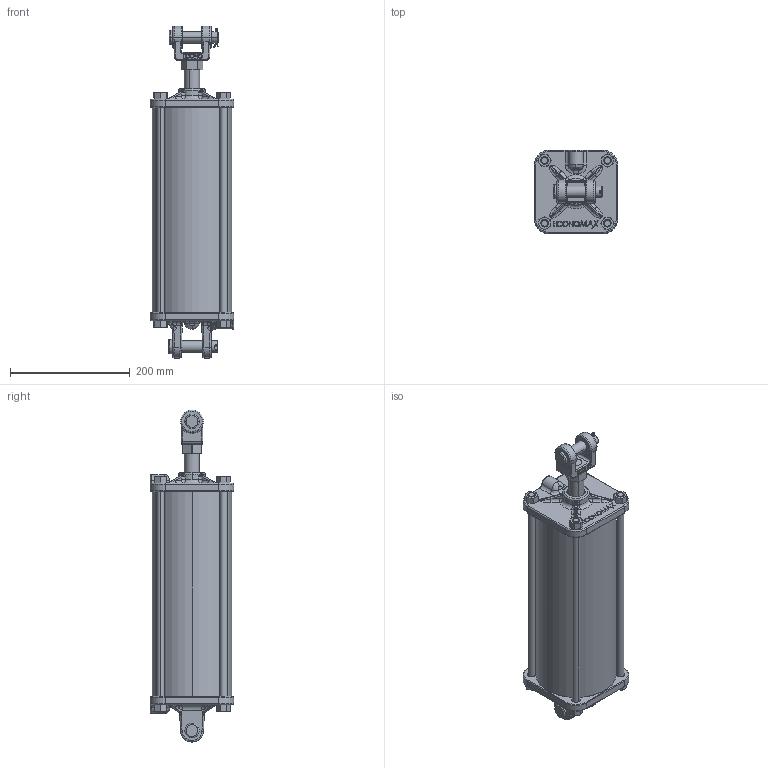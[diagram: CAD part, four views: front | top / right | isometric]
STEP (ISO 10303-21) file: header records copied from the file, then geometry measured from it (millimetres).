
FILE_DESCRIPTION (( 'STEP AP203' ), '1' );
FILE_NAME ('EA5S120D1N092NS.STEP', '2022-01-26T18:30:24', ( '' ), ( '' ), 'SwSTEP 2.0', 'SolidWorks 2021', '' );
FILE_SCHEMA (( 'CONFIG_CONTROL_DESIGN' ));
Length unit declared in the file: inch
Products named in the file (15): E5C AS CAST RIBS MACHINED REV3; 18cotter pin X .75; APT50-0.75-16; PRN11675B5; EA5S100D2N108NS-TIE ROD; BDC-07M; ZY-CP-290; E5H  AS CAST RIBS MACHINED REV3; EA5S100D2N108NS-TUBE; EA5S120D1N092NS; 050-20HEXNUT; 18cotter pin X 1.13; 5409-06V
Assembly tree (25 placements, depth 3):
  EA5S120D1N092NS
    E5H  AS CAST RIBS MACHINED REV3
    E5C AS CAST RIBS MACHINED REV3
    APT50-0.75-16
    PRN11675B5
    EA5S100D2N108NS-TUBE
    EA5S100D2N108NS-TIE ROD  x4
    050-20HEXNUT  x8
    BDC-07M
      BDC-07M
      ZY-CP-290
      18cotter pin X 1.13
    ZY-CP-290
      ZY-CP-290
      18cotter pin X .75
    5409-06V
Bounding box: 139.7 x 139.7 x 555.62 mm (x, y, z)
Volume: 2030934.1 mm3; surface area: 602579.5 mm2
Topology: 23 solids, 23 shells, 1651 faces, 4002 edges, 2463 vertices
Faces by surface type: cone 524, plane 421, bspline 287, cylinder 261, torus 153, sphere 5
Entity records: 61069 total; most frequent: CARTESIAN_POINT 33093, ORIENTED_EDGE 5728, DIRECTION 5014, EDGE_CURVE 2864, AXIS2_PLACEMENT_3D 1947, VERTEX_POINT 1750, EDGE_LOOP 1318, ADVANCED_FACE 1209
